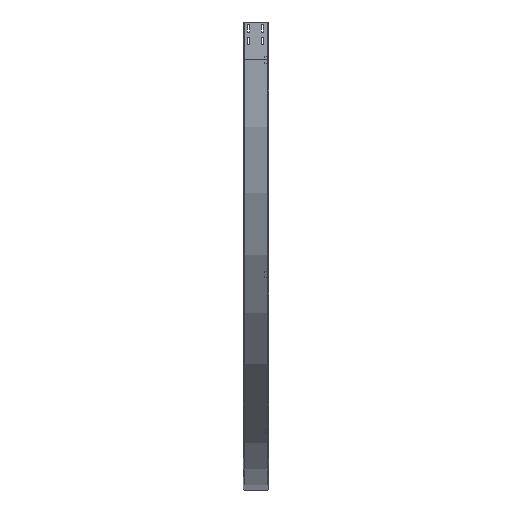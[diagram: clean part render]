
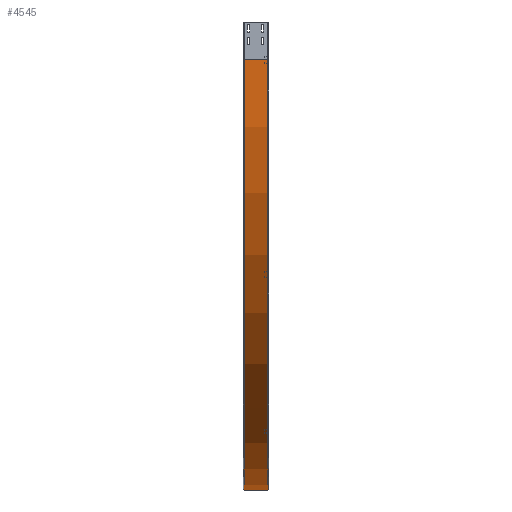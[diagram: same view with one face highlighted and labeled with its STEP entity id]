
A CAD part, left-side view. The second image highlights one B-rep face of the part: STEP entity #4545.
In plain terms, the highlighted cylindrical face has radius 1700 mm (diameter 3400 mm), a partial arc.
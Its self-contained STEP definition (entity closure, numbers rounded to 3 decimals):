
#180=CIRCLE('',#4943,1700.);
#182=CIRCLE('',#4946,1700.);
#235=CYLINDRICAL_SURFACE('',#4945,1700.);
#399=FACE_OUTER_BOUND('',#681,.T.);
#681=EDGE_LOOP('',(#3633,#3634,#3635,#3636));
#1106=LINE('',#7035,#1646);
#1133=LINE('',#7128,#1673);
#1646=VECTOR('',#5738,10.);
#1673=VECTOR('',#5845,10.);
#2109=VERTEX_POINT('',#7028);
#2111=VERTEX_POINT('',#7034);
#2136=VERTEX_POINT('',#7122);
#2137=VERTEX_POINT('',#7126);
#2620=EDGE_CURVE('',#2109,#2111,#1106,.T.);
#2664=EDGE_CURVE('',#2136,#2109,#180,.T.);
#2666=EDGE_CURVE('',#2137,#2111,#182,.T.);
#2667=EDGE_CURVE('',#2137,#2136,#1133,.T.);
#3633=ORIENTED_EDGE('',*,*,#2620,.T.);
#3634=ORIENTED_EDGE('',*,*,#2666,.F.);
#3635=ORIENTED_EDGE('',*,*,#2667,.T.);
#3636=ORIENTED_EDGE('',*,*,#2664,.T.);
#4545=ADVANCED_FACE('',(#399),#235,.T.);
#4943=AXIS2_PLACEMENT_3D('',#7123,#5837,#5838);
#4945=AXIS2_PLACEMENT_3D('',#7125,#5841,#5842);
#4946=AXIS2_PLACEMENT_3D('',#7127,#5843,#5844);
#5738=DIRECTION('',(0.,-1.,0.));
#5837=DIRECTION('center_axis',(0.,-1.,0.));
#5838=DIRECTION('ref_axis',(-1.,0.,0.));
#5841=DIRECTION('center_axis',(0.,-1.,0.));
#5842=DIRECTION('ref_axis',(-1.,0.,0.));
#5843=DIRECTION('center_axis',(0.,-1.,0.));
#5844=DIRECTION('ref_axis',(-1.,0.,0.));
#5845=DIRECTION('',(0.,1.,0.));
#7028=CARTESIAN_POINT('',(1669.,96.,-1700.));
#7034=CARTESIAN_POINT('',(1669.,4.,-1700.));
#7035=CARTESIAN_POINT('',(1669.,96.,-1700.));
#7122=CARTESIAN_POINT('',(-31.,96.,0.));
#7123=CARTESIAN_POINT('Origin',(1669.,96.,0.));
#7125=CARTESIAN_POINT('Origin',(1669.,45.192,0.));
#7126=CARTESIAN_POINT('',(-31.,4.,0.));
#7127=CARTESIAN_POINT('Origin',(1669.,4.,0.));
#7128=CARTESIAN_POINT('',(-31.,109.048,0.));
